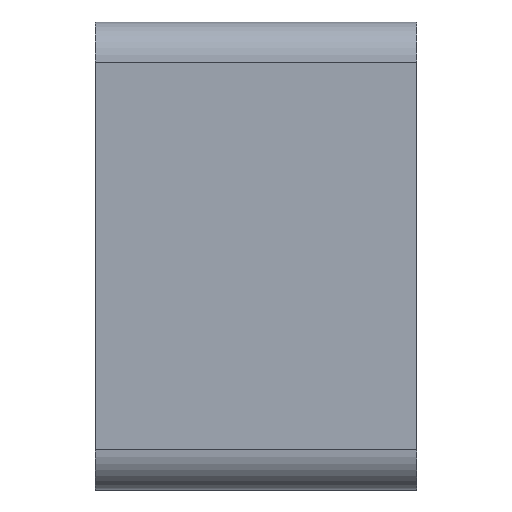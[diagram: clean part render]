
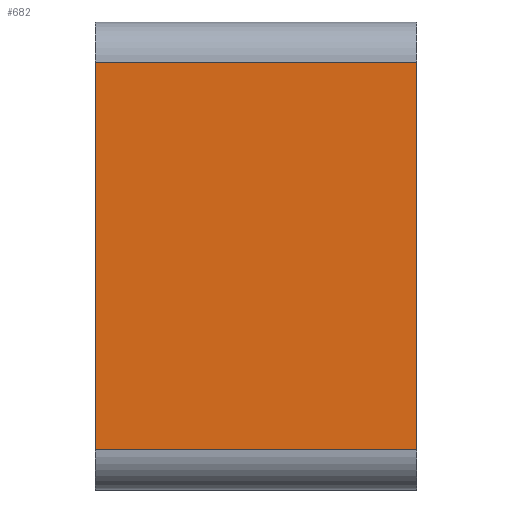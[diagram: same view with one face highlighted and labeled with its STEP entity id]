
A CAD part, left-side view. The second image highlights one B-rep face of the part: STEP entity #682.
In plain terms, the highlighted planar face has unit normal (-1, 0, 0).
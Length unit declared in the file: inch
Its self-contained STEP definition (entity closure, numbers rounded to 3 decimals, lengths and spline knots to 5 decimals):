
#66=LINE('',#1121,#130);
#67=LINE('',#1124,#131);
#68=LINE('',#1126,#132);
#69=LINE('',#1127,#133);
#130=VECTOR('',#920,0.8);
#131=VECTOR('',#923,0.965);
#132=VECTOR('',#924,0.8);
#133=VECTOR('',#925,0.965);
#158=PLANE('',#747);
#207=FACE_OUTER_BOUND('',#251,.T.);
#251=EDGE_LOOP('',(#583,#584,#585,#586));
#350=VERTEX_POINT('',#1114);
#353=VERTEX_POINT('',#1119);
#354=VERTEX_POINT('',#1123);
#355=VERTEX_POINT('',#1125);
#439=EDGE_CURVE('',#353,#350,#66,.T.);
#440=EDGE_CURVE('',#353,#354,#67,.T.);
#441=EDGE_CURVE('',#355,#354,#68,.T.);
#442=EDGE_CURVE('',#350,#355,#69,.T.);
#583=ORIENTED_EDGE('',*,*,#439,.F.);
#584=ORIENTED_EDGE('',*,*,#440,.T.);
#585=ORIENTED_EDGE('',*,*,#441,.F.);
#586=ORIENTED_EDGE('',*,*,#442,.F.);
#682=ADVANCED_FACE('',(#207),#158,.T.);
#747=AXIS2_PLACEMENT_3D('',#1122,#921,#922);
#920=DIRECTION('',(0.,1.,0.));
#921=DIRECTION('center_axis',(-1.,0.,0.));
#922=DIRECTION('ref_axis',(0.,0.,1.));
#923=DIRECTION('',(0.,0.,1.));
#924=DIRECTION('',(0.,-1.,0.));
#925=DIRECTION('',(0.,0.,1.));
#1114=CARTESIAN_POINT('',(-1.06,0.8,-0.4825));
#1119=CARTESIAN_POINT('',(-1.06,0.,-0.4825));
#1121=CARTESIAN_POINT('',(-1.06,0.,-0.4825));
#1122=CARTESIAN_POINT('Origin',(-1.06,0.,-0.5825));
#1123=CARTESIAN_POINT('',(-1.06,0.,0.4825));
#1124=CARTESIAN_POINT('',(-1.06,0.,-0.5825));
#1125=CARTESIAN_POINT('',(-1.06,0.8,0.4825));
#1126=CARTESIAN_POINT('',(-1.06,0.,0.4825));
#1127=CARTESIAN_POINT('',(-1.06,0.8,-0.5825));
